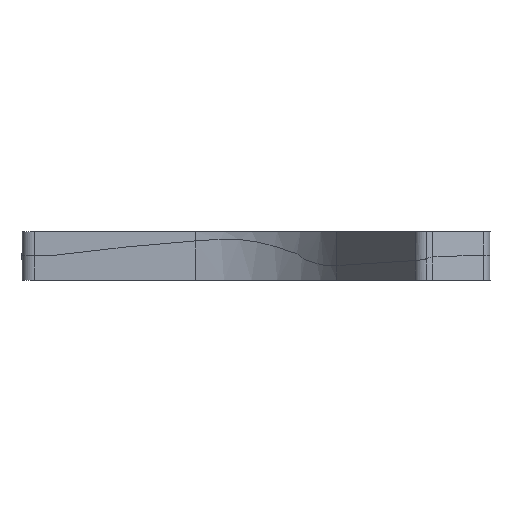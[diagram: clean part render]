
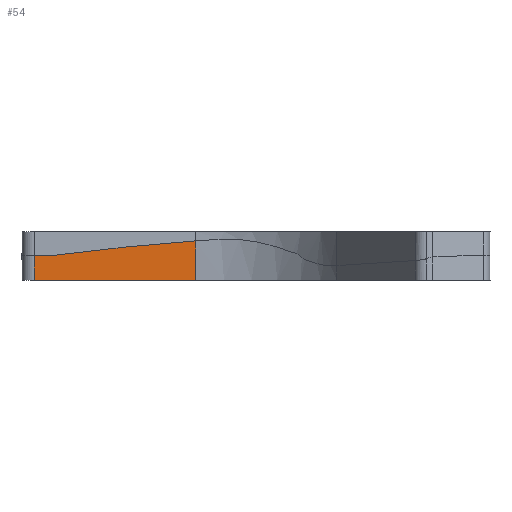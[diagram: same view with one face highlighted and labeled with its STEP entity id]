
A CAD part, left-side view. The second image highlights one B-rep face of the part: STEP entity #54.
In plain terms, the highlighted planar face has unit normal (-1, 0, 0).
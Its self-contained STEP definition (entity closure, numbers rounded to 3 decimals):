
#23 = CARTESIAN_POINT ( 'NONE',  ( -20., 126.665, 0.376 ) ) ;
#29 = CARTESIAN_POINT ( 'NONE',  ( -20., 54.917, -12. ) ) ;
#54 = ADVANCED_FACE ( 'NONE', ( #2962 ), #5306, .F. ) ;
#285 = B_SPLINE_CURVE_WITH_KNOTS ( 'NONE', 3,
 ( #2017, #14997, #863, #4583, #10193, #6951, #5794, #23, #4660, #6638, #5492, #11273, #14766, #12492, #2088, #14840 ),
 .UNSPECIFIED., .F., .F.,
 ( 4, 2, 2, 2, 2, 2, 2, 4 ),
 ( 0.006, 0.009, 0.012, 0.013, 0.014, 0.015, 0.016, 0.017 ),
 .UNSPECIFIED. ) ;
#863 = CARTESIAN_POINT ( 'NONE',  ( -20., 132.166, 0.259 ) ) ;
#1012 = VECTOR ( 'NONE', #12512, 1000. ) ;
#1105 = CARTESIAN_POINT ( 'NONE',  ( -20., 122.998, 0.463 ) ) ;
#2017 = CARTESIAN_POINT ( 'NONE',  ( -20., 134., 0.225 ) ) ;
#2088 = CARTESIAN_POINT ( 'NONE',  ( -20., 123.455, 0.403 ) ) ;
#2161 = EDGE_LOOP ( 'NONE', ( #13326, #11429, #14659, #3016, #7302 ) ) ;
#2890 = CARTESIAN_POINT ( 'NONE',  ( -20., 54.917, 7.408 ) ) ;
#2919 = EDGE_CURVE ( 'NONE', #4387, #13872, #4143, .T. ) ;
#2962 = FACE_OUTER_BOUND ( 'NONE', #2161, .T. ) ;
#3016 = ORIENTED_EDGE ( 'NONE', *, *, #2919, .F. ) ;
#3022 = DIRECTION ( 'NONE',  ( 0., 0., -1. ) ) ;
#3101 = DIRECTION ( 'NONE',  ( 0., 1., 0. ) ) ;
#3304 = CARTESIAN_POINT ( 'NONE',  ( -20., 60.605, 6.99 ) ) ;
#3662 = VERTEX_POINT ( 'NONE', #11997 ) ;
#3696 = CARTESIAN_POINT ( 'NONE',  ( -20., 134., 12. ) ) ;
#4143 = LINE ( 'NONE', #6731, #14152 ) ;
#4387 = VERTEX_POINT ( 'NONE', #2890 ) ;
#4442 = CARTESIAN_POINT ( 'NONE',  ( -20., 77.655, 5.551 ) ) ;
#4583 = CARTESIAN_POINT ( 'NONE',  ( -20., 130.332, 0.297 ) ) ;
#4660 = CARTESIAN_POINT ( 'NONE',  ( -20., 126.207, 0.391 ) ) ;
#5222 = DIRECTION ( 'NONE',  ( 1., 0., 0. ) ) ;
#5306 = PLANE ( 'NONE',  #12905 ) ;
#5416 = VERTEX_POINT ( 'NONE', #8948 ) ;
#5492 = CARTESIAN_POINT ( 'NONE',  ( -20., 125.29, 0.419 ) ) ;
#5794 = CARTESIAN_POINT ( 'NONE',  ( -20., 127.582, 0.355 ) ) ;
#6638 = CARTESIAN_POINT ( 'NONE',  ( -20., 125.519, 0.412 ) ) ;
#6731 = CARTESIAN_POINT ( 'NONE',  ( -20., 54.917, 12. ) ) ;
#6804 = CARTESIAN_POINT ( 'NONE',  ( -20., 54.917, -12. ) ) ;
#6888 = LINE ( 'NONE', #6804, #1012 ) ;
#6951 = CARTESIAN_POINT ( 'NONE',  ( -20., 128.04, 0.347 ) ) ;
#7302 = ORIENTED_EDGE ( 'NONE', *, *, #8006, .F. ) ;
#7871 = CARTESIAN_POINT ( 'NONE',  ( -20., 100.357, 3.276 ) ) ;
#7943 = CARTESIAN_POINT ( 'NONE',  ( -20., 54.917, 7.408 ) ) ;
#8006 = EDGE_CURVE ( 'NONE', #5416, #4387, #10210, .T. ) ;
#8121 = EDGE_CURVE ( 'NONE', #3662, #12235, #14112, .T. ) ;
#8948 = CARTESIAN_POINT ( 'NONE',  ( -20., 122.998, 0.463 ) ) ;
#9935 = CARTESIAN_POINT ( 'NONE',  ( -20., 54.917, 12. ) ) ;
#10193 = CARTESIAN_POINT ( 'NONE',  ( -20., 129.416, 0.319 ) ) ;
#10210 = B_SPLINE_CURVE_WITH_KNOTS ( 'NONE', 3,
 ( #1105, #11212, #7871, #14855, #4442, #14777, #3304, #7943 ),
 .UNSPECIFIED., .F., .F.,
 ( 4, 2, 2, 4 ),
 ( 0., 0.034, 0.051, 0.068 ),
 .UNSPECIFIED. ) ;
#11212 = CARTESIAN_POINT ( 'NONE',  ( -20., 111.686, 1.942 ) ) ;
#11273 = CARTESIAN_POINT ( 'NONE',  ( -20., 124.831, 0.425 ) ) ;
#11429 = ORIENTED_EDGE ( 'NONE', *, *, #8121, .T. ) ;
#11448 = EDGE_CURVE ( 'NONE', #12235, #13872, #6888, .T. ) ;
#11993 = CARTESIAN_POINT ( 'NONE',  ( -20., 134., -12. ) ) ;
#11997 = CARTESIAN_POINT ( 'NONE',  ( -20., 134., 0.225 ) ) ;
#12235 = VERTEX_POINT ( 'NONE', #11993 ) ;
#12492 = CARTESIAN_POINT ( 'NONE',  ( -20., 123.914, 0.414 ) ) ;
#12512 = DIRECTION ( 'NONE',  ( 0., -1., 0. ) ) ;
#12757 = DIRECTION ( 'NONE',  ( 0., 0., -1. ) ) ;
#12905 = AXIS2_PLACEMENT_3D ( 'NONE', #9935, #5222, #3101 ) ;
#12962 = EDGE_CURVE ( 'NONE', #3662, #5416, #285, .T. ) ;
#13326 = ORIENTED_EDGE ( 'NONE', *, *, #12962, .F. ) ;
#13872 = VERTEX_POINT ( 'NONE', #29 ) ;
#14112 = LINE ( 'NONE', #3696, #14836 ) ;
#14152 = VECTOR ( 'NONE', #3022, 1000. ) ;
#14659 = ORIENTED_EDGE ( 'NONE', *, *, #11448, .T. ) ;
#14766 = CARTESIAN_POINT ( 'NONE',  ( -20., 124.602, 0.424 ) ) ;
#14777 = CARTESIAN_POINT ( 'NONE',  ( -20., 66.291, 6.539 ) ) ;
#14836 = VECTOR ( 'NONE', #12757, 1000. ) ;
#14840 = CARTESIAN_POINT ( 'NONE',  ( -20., 122.998, 0.463 ) ) ;
#14855 = CARTESIAN_POINT ( 'NONE',  ( -20., 83.333, 5.015 ) ) ;
#14997 = CARTESIAN_POINT ( 'NONE',  ( -20., 133.083, 0.241 ) ) ;
